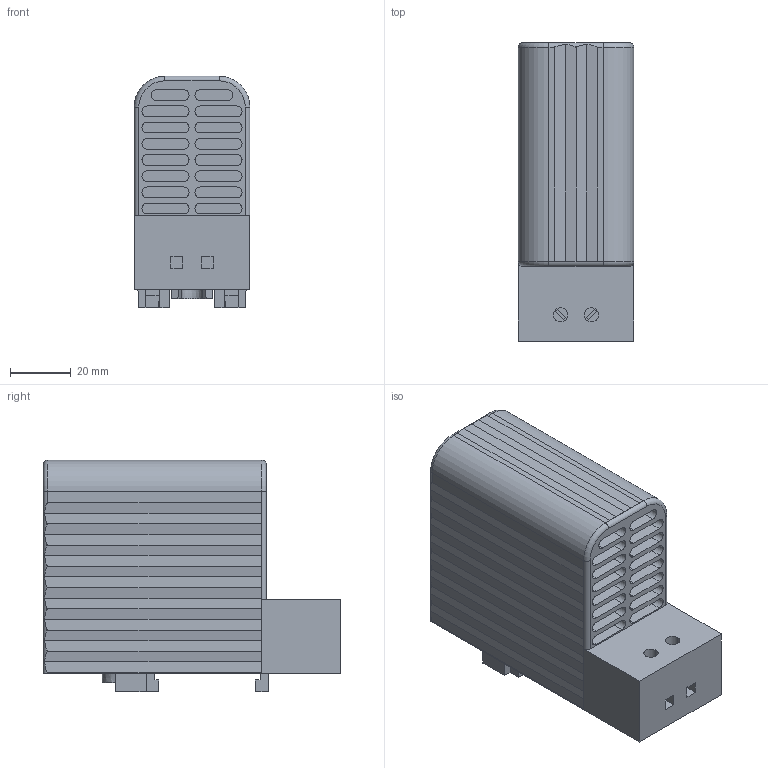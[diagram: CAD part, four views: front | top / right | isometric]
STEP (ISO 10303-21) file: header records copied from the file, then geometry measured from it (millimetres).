
FILE_DESCRIPTION (( 'STEP AP214' ), '1' );
FILE_NAME ('060400-00.STEP', '2014-06-25T16:12:13', ( '' ), ( '' ), 'SwSTEP 2.0', 'SolidWorks 2013', '' );
FILE_SCHEMA (( 'AUTOMOTIVE_DESIGN' ));
Length unit declared in the file: inch
Products named in the file (1): 060400-00
Bounding box: 38.1 x 98.04 x 76.2 mm (x, y, z)
Volume: 203137.9 mm3; surface area: 33981.3 mm2
Topology: 1 solids, 9 shells, 393 faces, 934 edges, 610 vertices
Faces by surface type: plane 279, cylinder 108, torus 4, cone 2
Entity records: 16089 total; most frequent: CARTESIAN_POINT 2046, DIRECTION 1910, ORIENTED_EDGE 1868, EDGE_CURVE 934, LINE 674, VECTOR 674, AXIS2_PLACEMENT_3D 618, VERTEX_POINT 610
